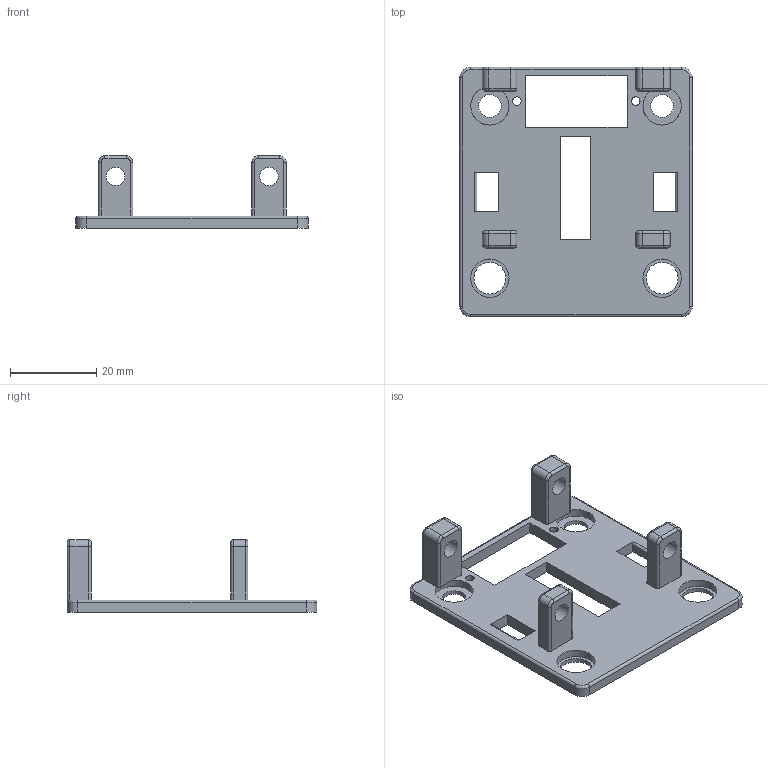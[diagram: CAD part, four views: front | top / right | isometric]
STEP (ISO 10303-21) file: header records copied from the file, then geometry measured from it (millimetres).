
FILE_DESCRIPTION(/* description */ ('STEP AP242','CAx-IF Rec.Pracs.---Representation and Presentation of Product Manufacturing Information (PMI)---4.0---2014-10-13','CAx-IF Rec.Pracs.---3D Tessellated Geometry---0.4---2014-09-14','2;1'),/* implementation_level */ '2;1');
FILE_NAME(/* name */ '6638c01242a8c02f55648e50',/* time_stamp */ '2024-05-06T11:33:39Z',/* author */ (''),/* organization */ (''),/* preprocessor_version */ 'ST-DEVELOPER v20',/* originating_system */ ' ',/* authorisation */ ' ');
FILE_SCHEMA (('AP242_MANAGED_MODEL_BASED_3D_ENGINEERING_MIM_LF { 1 0 10303 442 1 1 4 }'));
Length unit declared in the file: metre
Products named in the file (1): 2020 gantry y-ax
Bounding box: 54 x 58 x 16.8 mm (x, y, z)
Volume: 8452.3 mm3; surface area: 7784.3 mm2
Topology: 1 solids, 1 shells, 126 faces, 313 edges, 193 vertices
Faces by surface type: cylinder 60, plane 46, torus 20
Full cylindrical faces by diameter (mm): 2 x2, 4.3 x4, 5.3 x2, 7.4 x2, 8.9 x4
Entity records: 3720 total; most frequent: DIRECTION 688, CARTESIAN_POINT 613, ORIENTED_EDGE 592, EDGE_CURVE 296, AXIS2_PLACEMENT_3D 265, VERTEX_POINT 190, EDGE_LOOP 172, FACE_BOUND 172
